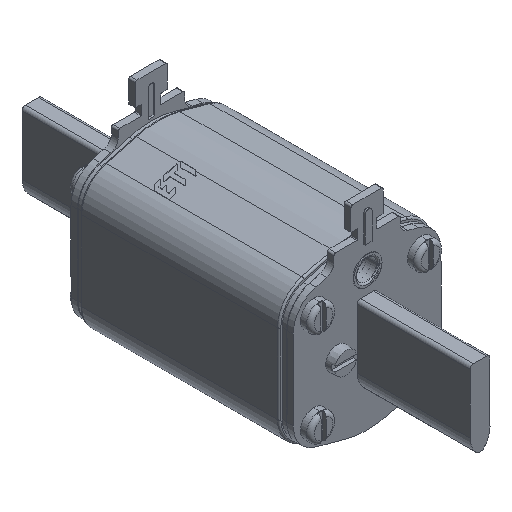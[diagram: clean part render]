
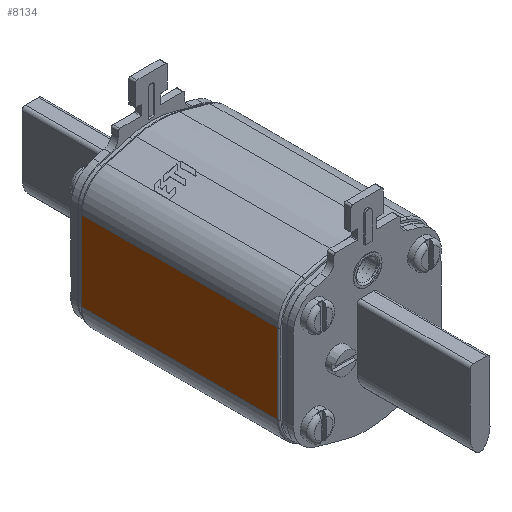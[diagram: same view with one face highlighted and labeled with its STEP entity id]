
A CAD part, isometric view. The second image highlights one B-rep face of the part: STEP entity #8134.
In plain terms, the highlighted planar face has unit normal (-1, 0, 0).
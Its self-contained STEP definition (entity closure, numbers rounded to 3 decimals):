
#1144=DIRECTION('',(0.,0.,-1.));
#1145=VECTOR('',#1144,24.);
#1146=CARTESIAN_POINT('',(-23.,29.5,12.));
#1147=LINE('',#1146,#1145);
#1152=DIRECTION('',(0.,1.,0.));
#1153=VECTOR('',#1152,59.);
#1154=CARTESIAN_POINT('',(-23.,-29.5,12.));
#1155=LINE('',#1154,#1153);
#1830=DIRECTION('',(0.,-1.,0.));
#1831=VECTOR('',#1830,59.);
#1832=CARTESIAN_POINT('',(-23.,29.5,-12.));
#1833=LINE('',#1832,#1831);
#1957=DIRECTION('',(0.,0.,1.));
#1958=VECTOR('',#1957,24.);
#1959=CARTESIAN_POINT('',(-23.,-29.5,-12.));
#1960=LINE('',#1959,#1958);
#5838=CARTESIAN_POINT('',(-23.,-29.5,-12.));
#5839=VERTEX_POINT('',#5838);
#5858=CARTESIAN_POINT('',(-23.,-29.5,12.));
#5859=VERTEX_POINT('',#5858);
#5860=CARTESIAN_POINT('',(-23.,29.5,12.));
#5861=CARTESIAN_POINT('',(-23.,29.5,-12.));
#5862=VERTEX_POINT('',#5860);
#5863=VERTEX_POINT('',#5861);
#8120=CARTESIAN_POINT('',(-23.,-30.,-12.));
#8121=DIRECTION('',(-1.,0.,0.));
#8122=DIRECTION('',(0.,0.,1.));
#8123=AXIS2_PLACEMENT_3D('',#8120,#8121,#8122);
#8124=PLANE('',#8123);
#8125=ORIENTED_EDGE('',*,*,#8114,.F.);
#8127=ORIENTED_EDGE('',*,*,#8126,.F.);
#8129=ORIENTED_EDGE('',*,*,#8128,.F.);
#8131=ORIENTED_EDGE('',*,*,#8130,.F.);
#8132=EDGE_LOOP('',(#8125,#8127,#8129,#8131));
#8133=FACE_OUTER_BOUND('',#8132,.F.);
#8114=EDGE_CURVE('',#5862,#5863,#1147,.T.);
#8126=EDGE_CURVE('',#5859,#5862,#1155,.T.);
#8128=EDGE_CURVE('',#5839,#5859,#1960,.T.);
#8130=EDGE_CURVE('',#5863,#5839,#1833,.T.);
#8134=ADVANCED_FACE('',(#8133),#8124,.T.);
